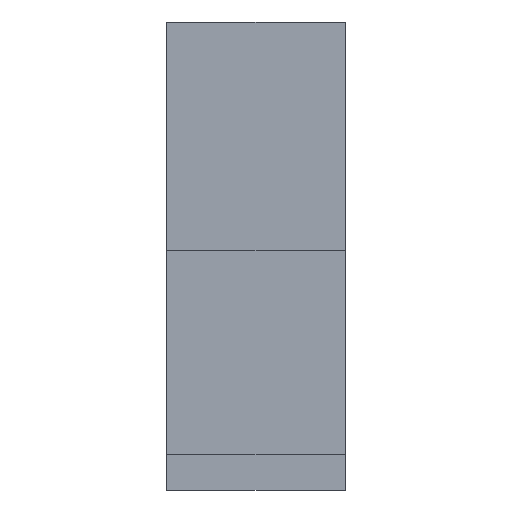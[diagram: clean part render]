
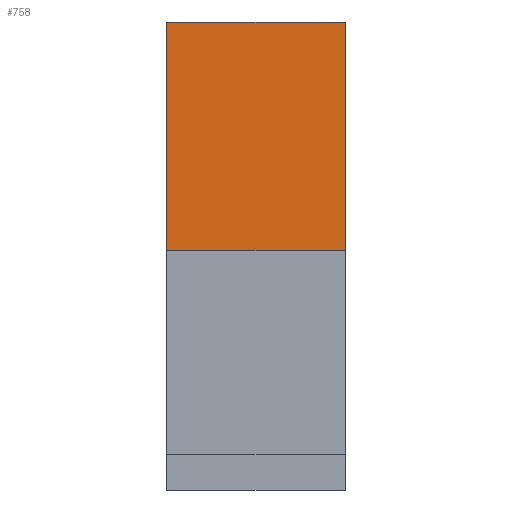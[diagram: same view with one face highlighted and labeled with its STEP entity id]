
A CAD part, front view. The second image highlights one B-rep face of the part: STEP entity #758.
In plain terms, the highlighted planar face has unit normal (0, -1, 0).
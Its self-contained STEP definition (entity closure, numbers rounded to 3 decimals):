
#706=CARTESIAN_POINT('Vertex',(35.,-950.5,46.)) ;
#713=CARTESIAN_POINT('Vertex',(0.,-950.5,46.)) ;
#716=CARTESIAN_POINT('Line Origine',(17.5,-950.5,46.)) ;
#728=CARTESIAN_POINT('Axis2P3D Location',(0.,-950.5,-39.)) ;
#733=CARTESIAN_POINT('Line Origine',(35.,-950.5,23.5)) ;
#737=CARTESIAN_POINT('Vertex',(35.,-950.5,1.)) ;
#740=CARTESIAN_POINT('Line Origine',(0.,-950.5,23.5)) ;
#744=CARTESIAN_POINT('Vertex',(0.,-950.5,1.)) ;
#747=CARTESIAN_POINT('Line Origine',(17.5,-950.5,1.)) ;
#717=DIRECTION('Vector Direction',(1.,0.,0.)) ;
#729=DIRECTION('Axis2P3D Direction',(0.,-1.,0.)) ;
#730=DIRECTION('Axis2P3D XDirection',(0.,0.,-1.)) ;
#734=DIRECTION('Vector Direction',(0.,0.,-1.)) ;
#741=DIRECTION('Vector Direction',(0.,0.,-1.)) ;
#748=DIRECTION('Vector Direction',(1.,0.,0.)) ;
#731=AXIS2_PLACEMENT_3D('Plane Axis2P3D',#728,#729,#730) ;
#753=ORIENTED_EDGE('',*,*,#739,.T.) ;
#754=ORIENTED_EDGE('',*,*,#720,.F.) ;
#755=ORIENTED_EDGE('',*,*,#746,.F.) ;
#756=ORIENTED_EDGE('',*,*,#751,.T.) ;
#718=VECTOR('Line Direction',#717,1.) ;
#735=VECTOR('Line Direction',#734,1.) ;
#742=VECTOR('Line Direction',#741,1.) ;
#749=VECTOR('Line Direction',#748,1.) ;
#758=ADVANCED_FACE('Corps principal',(#757),#732,.T.) ;
#720=EDGE_CURVE('',#714,#707,#719,.T.) ;
#739=EDGE_CURVE('',#738,#707,#736,.F.) ;
#746=EDGE_CURVE('',#745,#714,#743,.F.) ;
#751=EDGE_CURVE('',#745,#738,#750,.T.) ;
#752=EDGE_LOOP('',(#753,#754,#755,#756)) ;
#757=FACE_OUTER_BOUND('',#752,.T.) ;
#719=LINE('Line',#716,#718) ;
#736=LINE('Line',#733,#735) ;
#743=LINE('Line',#740,#742) ;
#750=LINE('Line',#747,#749) ;
#732=PLANE('Plane',#731) ;
#707=VERTEX_POINT('',#706) ;
#714=VERTEX_POINT('',#713) ;
#738=VERTEX_POINT('',#737) ;
#745=VERTEX_POINT('',#744) ;
